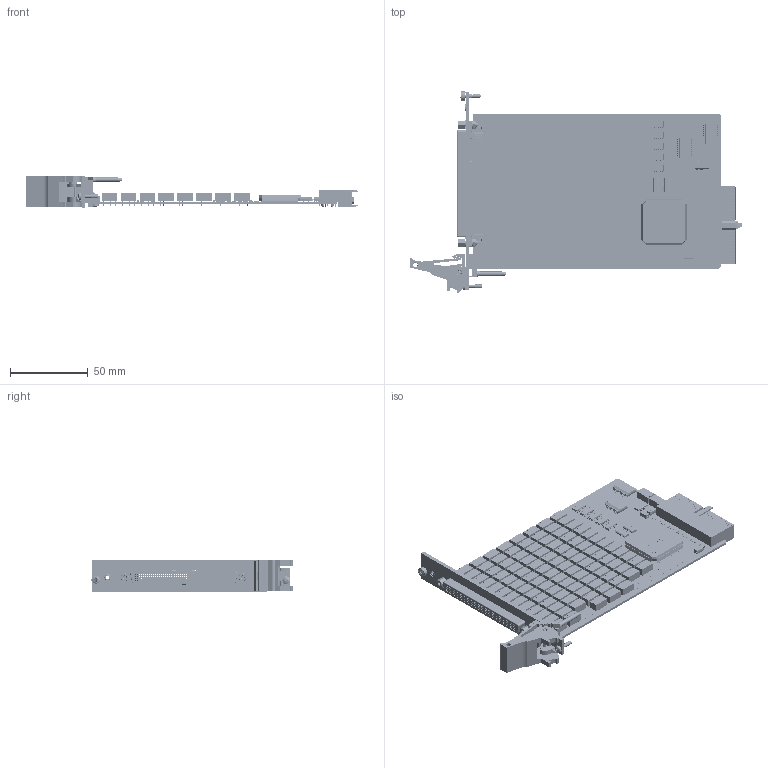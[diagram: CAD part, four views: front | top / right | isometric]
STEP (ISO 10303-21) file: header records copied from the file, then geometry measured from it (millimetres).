
FILE_DESCRIPTION (( 'STEP AP214' ), '1' );
FILE_NAME ('40-675-002-99-2 Very High Density Multiplexer.STEP', '2013-09-04T14:23:15', ( 'admin' ), ( '' ), 'SwSTEP 2.0', 'SolidWorks 2012', '' );
FILE_SCHEMA (( 'AUTOMOTIVE_DESIGN' ));
Length unit declared in the file: millimetre
Products named in the file (1): 40-675-002-99-2 Very High Density Multiplexer
Bounding box: 214 x 129.67 x 20 mm (x, y, z)
Surface area: 87634.4 mm2 (no closed solid volume)
Topology: 0 solids, 1340 shells, 5673 faces, 22509 edges, 16909 vertices
Faces by surface type: plane 4179, cylinder 1441, cone 25, bspline 18, sphere 5, torus 5
Full cylindrical faces by diameter (mm): 0.4 x824, 0.5 x1, 0.6 x116, 0.8 x2, 1.496 x2, 2 x6, 2.05 x2, 2.261 x1, 2.497 x1, 2.5 x9, 2.6 x1, 2.8 x1, 3 x5, 4.4 x1, 5 x4, 5.2 x2, 5.3 x1, 6 x1
Entity records: 294594 total; most frequent: CARTESIAN_POINT 52973, DIRECTION 36053, ORIENTED_EDGE 29390, EDGE_CURVE 21381, VERTEX_POINT 16787, LINE 16755, VECTOR 16755, AXIS2_PLACEMENT_3D 9649
